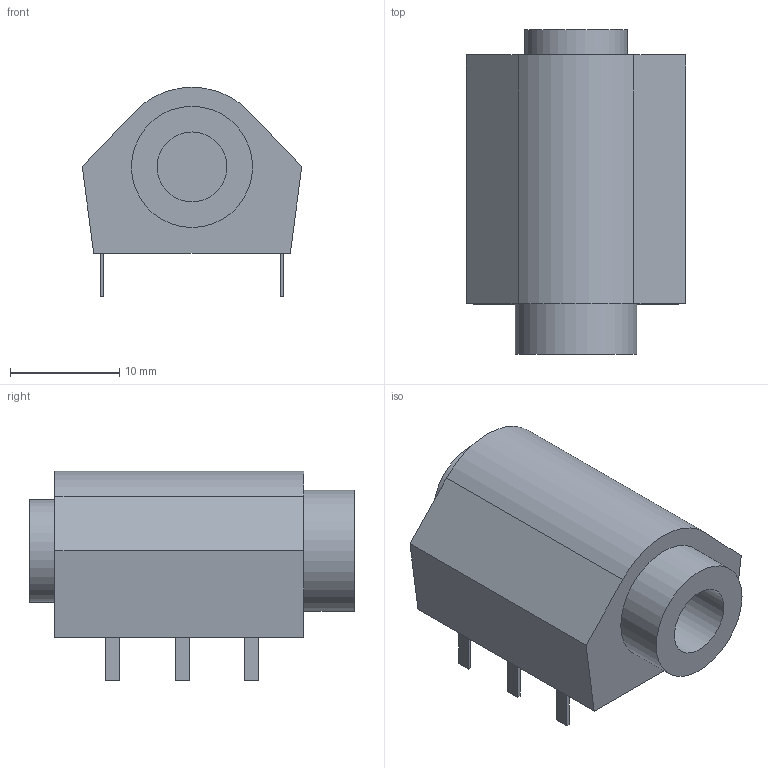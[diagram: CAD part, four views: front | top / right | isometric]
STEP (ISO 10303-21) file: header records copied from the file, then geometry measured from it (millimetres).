
FILE_DESCRIPTION(('FreeCAD Model'),'2;1');
FILE_NAME('CL13345.step', '2020-10-26T11:07:48',('Author'),(''), 'Open CASCADE STEP processor 7.3','FreeCAD','Unknown');
FILE_SCHEMA(('AUTOMOTIVE_DESIGN { 1 0 10303 214 1 1 1 1 }'));
Length unit declared in the file: millimetre
Products named in the file (7): Jack; PinSN; PinRN; PinTN; PinS; PinR; PinT
Bounding box: 20.1 x 29.7 x 19.2 mm (x, y, z)
Volume: 6034.7 mm3; surface area: 2252.1 mm2
Topology: 7 solids, 7 shells, 80 faces, 171 edges, 114 vertices
Faces by surface type: plane 76, cylinder 4
Full cylindrical faces by diameter (mm): 6.4 x1, 9.4 x1, 11.1 x1
Entity records: 4479 total; most frequent: CARTESIAN_POINT 714, DIRECTION 682, LINE 497, VECTOR 497, ORIENTED_EDGE 342, PCURVE 342, DEFINITIONAL_REPRESENTATION 342, EDGE_CURVE 171
